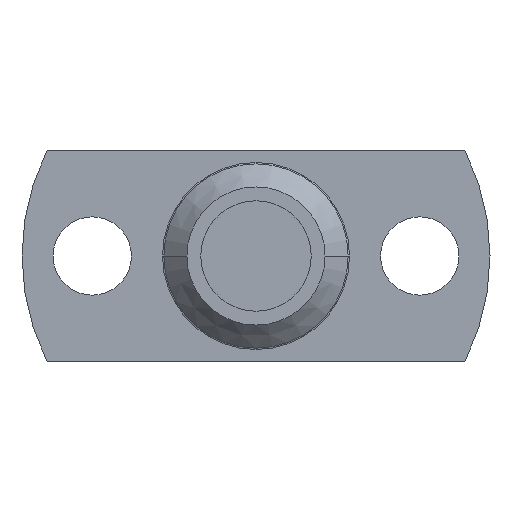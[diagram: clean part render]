
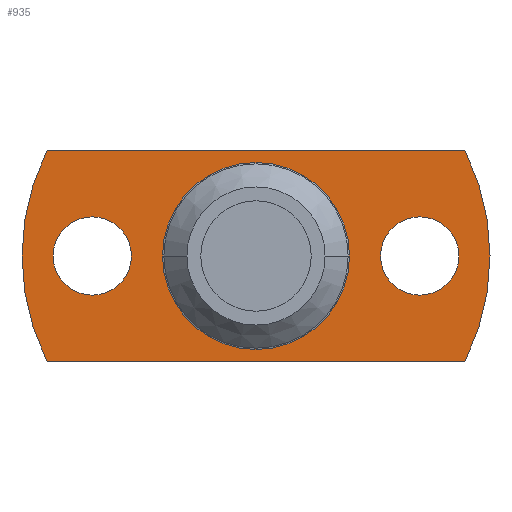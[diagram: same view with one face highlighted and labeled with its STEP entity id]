
A CAD part, left-side view. The second image highlights one B-rep face of the part: STEP entity #935.
In plain terms, the highlighted planar face has unit normal (-1, 0, 0).
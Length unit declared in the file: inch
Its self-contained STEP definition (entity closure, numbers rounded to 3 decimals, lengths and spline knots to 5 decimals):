
#7 = ORIENTED_EDGE ( 'NONE', *, *, #763, .T. ) ;
#39 = EDGE_CURVE ( 'NONE', #1079, #446, #131, .T. ) ;
#68 = ORIENTED_EDGE ( 'NONE', *, *, #641, .T. ) ;
#89 = CARTESIAN_POINT ( 'NONE',  ( 0.32205, 0., 0. ) ) ;
#90 = DIRECTION ( 'NONE',  ( 0., 1., 0. ) ) ;
#105 = AXIS2_PLACEMENT_3D ( 'NONE', #667, #854, #1078 ) ;
#110 = VERTEX_POINT ( 'NONE', #929 ) ;
#116 = EDGE_LOOP ( 'NONE', ( #300, #68 ) ) ;
#117 = EDGE_CURVE ( 'NONE', #446, #1079, #377, .T. ) ;
#131 = CIRCLE ( 'NONE', #772, 0.03346 ) ;
#138 = CARTESIAN_POINT ( 'NONE',  ( 0.32205, -0.13996, -0.03346 ) ) ;
#143 = CARTESIAN_POINT ( 'NONE',  ( 0.32205, 0., 0. ) ) ;
#147 = DIRECTION ( 'NONE',  ( 1., 0., 0. ) ) ;
#170 = CIRCLE ( 'NONE', #1023, 0.03346 ) ;
#185 = CIRCLE ( 'NONE', #634, 0.2 ) ;
#186 = DIRECTION ( 'NONE',  ( 1., 0., 0. ) ) ;
#198 = CARTESIAN_POINT ( 'NONE',  ( 0.32205, 0.17863, 0.08996 ) ) ;
#215 = VERTEX_POINT ( 'NONE', #316 ) ;
#219 = AXIS2_PLACEMENT_3D ( 'NONE', #143, #938, #573 ) ;
#221 = AXIS2_PLACEMENT_3D ( 'NONE', #714, #535, #806 ) ;
#223 = CARTESIAN_POINT ( 'NONE',  ( 0.32205, 0.13996, -0.03346 ) ) ;
#227 = CARTESIAN_POINT ( 'NONE',  ( 0.32205, 0.13996, 0.03346 ) ) ;
#242 = DIRECTION ( 'NONE',  ( 1., 0., 0. ) ) ;
#252 = EDGE_CURVE ( 'NONE', #890, #215, #426, .T. ) ;
#277 = CARTESIAN_POINT ( 'NONE',  ( 0.32205, 0.17863, 0.08996 ) ) ;
#278 = ORIENTED_EDGE ( 'NONE', *, *, #117, .T. ) ;
#298 = EDGE_CURVE ( 'NONE', #954, #997, #953, .T. ) ;
#299 = CARTESIAN_POINT ( 'NONE',  ( 0.32205, 0.13996, 0. ) ) ;
#300 = ORIENTED_EDGE ( 'NONE', *, *, #1081, .T. ) ;
#304 = ORIENTED_EDGE ( 'NONE', *, *, #39, .T. ) ;
#312 = EDGE_LOOP ( 'NONE', ( #718, #1070 ) ) ;
#315 = CARTESIAN_POINT ( 'NONE',  ( 0.32205, -0.13996, 0. ) ) ;
#316 = CARTESIAN_POINT ( 'NONE',  ( 0.32205, -0.17863, 0.08996 ) ) ;
#318 = VERTEX_POINT ( 'NONE', #881 ) ;
#348 = DIRECTION ( 'NONE',  ( 0., 0.893, 0.45 ) ) ;
#358 = CIRCLE ( 'NONE', #219, 0.07992 ) ;
#363 = CARTESIAN_POINT ( 'NONE',  ( 0.32205, -0.17863, -0.08996 ) ) ;
#371 = FACE_BOUND ( 'NONE', #447, .T. ) ;
#377 = CIRCLE ( 'NONE', #802, 0.03346 ) ;
#386 = ORIENTED_EDGE ( 'NONE', *, *, #252, .F. ) ;
#392 = ORIENTED_EDGE ( 'NONE', *, *, #598, .T. ) ;
#394 = VERTEX_POINT ( 'NONE', #138 ) ;
#405 = CARTESIAN_POINT ( 'NONE',  ( 0.32205, -0.17863, -0.08996 ) ) ;
#426 = LINE ( 'NONE', #277, #1093 ) ;
#429 = DIRECTION ( 'NONE',  ( -1., 0., 0. ) ) ;
#431 = VECTOR ( 'NONE', #90, 39.37008 ) ;
#439 = DIRECTION ( 'NONE',  ( 0., 0., -1. ) ) ;
#446 = VERTEX_POINT ( 'NONE', #223 ) ;
#447 = EDGE_LOOP ( 'NONE', ( #278, #304 ) ) ;
#452 = PLANE ( 'NONE',  #221 ) ;
#474 = FACE_BOUND ( 'NONE', #312, .T. ) ;
#478 = CARTESIAN_POINT ( 'NONE',  ( 0.32205, -0.13996, 0. ) ) ;
#484 = CIRCLE ( 'NONE', #500, 0.03346 ) ;
#500 = AXIS2_PLACEMENT_3D ( 'NONE', #315, #147, #919 ) ;
#513 = EDGE_CURVE ( 'NONE', #110, #856, #709, .T. ) ;
#535 = DIRECTION ( 'NONE',  ( -1., 0., 0. ) ) ;
#536 = AXIS2_PLACEMENT_3D ( 'NONE', #89, #429, #348 ) ;
#573 = DIRECTION ( 'NONE',  ( 0., 1., 0. ) ) ;
#579 = CARTESIAN_POINT ( 'NONE',  ( 0.32205, 0.17863, -0.08996 ) ) ;
#598 = EDGE_CURVE ( 'NONE', #954, #215, #185, .T. ) ;
#616 = EDGE_CURVE ( 'NONE', #856, #110, #358, .T. ) ;
#618 = CARTESIAN_POINT ( 'NONE',  ( 0.32205, 0., 0. ) ) ;
#634 = AXIS2_PLACEMENT_3D ( 'NONE', #618, #699, #1048 ) ;
#641 = EDGE_CURVE ( 'NONE', #318, #394, #484, .T. ) ;
#644 = DIRECTION ( 'NONE',  ( 0., 0., -1. ) ) ;
#656 = DIRECTION ( 'NONE',  ( 1., 0., 0. ) ) ;
#667 = CARTESIAN_POINT ( 'NONE',  ( 0.32205, 0., 0. ) ) ;
#699 = DIRECTION ( 'NONE',  ( -1., 0., 0. ) ) ;
#709 = CIRCLE ( 'NONE', #105, 0.07992 ) ;
#711 = DIRECTION ( 'NONE',  ( 0., -1., 0. ) ) ;
#714 = CARTESIAN_POINT ( 'NONE',  ( 0.32205, 0., 0. ) ) ;
#718 = ORIENTED_EDGE ( 'NONE', *, *, #513, .T. ) ;
#720 = EDGE_LOOP ( 'NONE', ( #7, #1033, #392, #386 ) ) ;
#740 = CARTESIAN_POINT ( 'NONE',  ( 0.32205, -0.07992, 0. ) ) ;
#763 = EDGE_CURVE ( 'NONE', #890, #997, #1040, .T. ) ;
#772 = AXIS2_PLACEMENT_3D ( 'NONE', #299, #656, #644 ) ;
#802 = AXIS2_PLACEMENT_3D ( 'NONE', #1026, #242, #939 ) ;
#806 = DIRECTION ( 'NONE',  ( 0., 0., 1. ) ) ;
#826 = FACE_OUTER_BOUND ( 'NONE', #720, .T. ) ;
#854 = DIRECTION ( 'NONE',  ( 1., 0., 0. ) ) ;
#856 = VERTEX_POINT ( 'NONE', #740 ) ;
#881 = CARTESIAN_POINT ( 'NONE',  ( 0.32205, -0.13996, 0.03346 ) ) ;
#890 = VERTEX_POINT ( 'NONE', #198 ) ;
#908 = FACE_BOUND ( 'NONE', #116, .T. ) ;
#919 = DIRECTION ( 'NONE',  ( 0., 0., -1. ) ) ;
#929 = CARTESIAN_POINT ( 'NONE',  ( 0.32205, 0.07992, 0. ) ) ;
#935 = ADVANCED_FACE ( 'NONE', ( #908, #371, #474, #826 ), #452, .T. ) ;
#938 = DIRECTION ( 'NONE',  ( 1., 0., 0. ) ) ;
#939 = DIRECTION ( 'NONE',  ( 0., 0., -1. ) ) ;
#953 = LINE ( 'NONE', #363, #431 ) ;
#954 = VERTEX_POINT ( 'NONE', #405 ) ;
#997 = VERTEX_POINT ( 'NONE', #579 ) ;
#1023 = AXIS2_PLACEMENT_3D ( 'NONE', #478, #186, #439 ) ;
#1026 = CARTESIAN_POINT ( 'NONE',  ( 0.32205, 0.13996, 0. ) ) ;
#1033 = ORIENTED_EDGE ( 'NONE', *, *, #298, .F. ) ;
#1040 = CIRCLE ( 'NONE', #536, 0.2 ) ;
#1048 = DIRECTION ( 'NONE',  ( 0., -0.893, -0.45 ) ) ;
#1070 = ORIENTED_EDGE ( 'NONE', *, *, #616, .T. ) ;
#1078 = DIRECTION ( 'NONE',  ( 0., 1., 0. ) ) ;
#1079 = VERTEX_POINT ( 'NONE', #227 ) ;
#1081 = EDGE_CURVE ( 'NONE', #394, #318, #170, .T. ) ;
#1093 = VECTOR ( 'NONE', #711, 39.37008 ) ;
